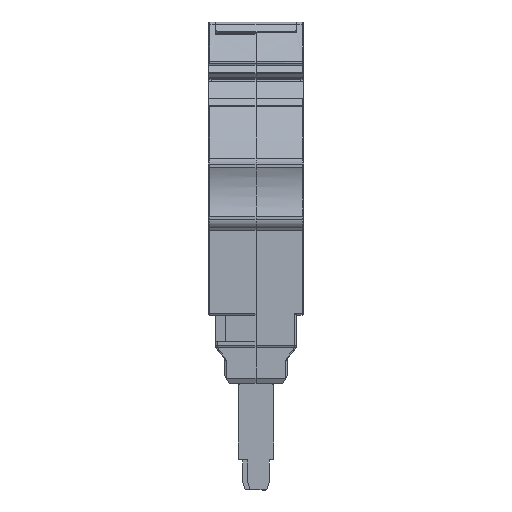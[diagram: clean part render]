
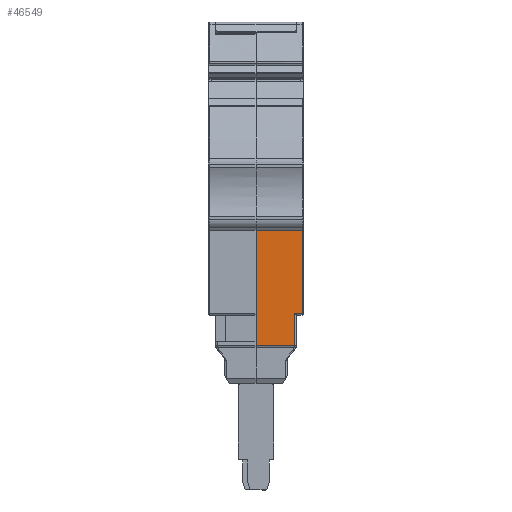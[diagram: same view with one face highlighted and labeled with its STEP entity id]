
A CAD part, front view. The second image highlights one B-rep face of the part: STEP entity #46549.
In plain terms, the highlighted planar face has unit normal (0, -1, 0).
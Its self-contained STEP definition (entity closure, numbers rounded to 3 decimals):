
#45853=AXIS2_PLACEMENT_3D('Plane Axis2P3D',#45850,#45851,#45852) ;
#43362=CARTESIAN_POINT('Line Origine',(14.45,4.95,33.661)) ;
#43366=CARTESIAN_POINT('Vertex',(14.45,4.95,29.411)) ;
#43368=CARTESIAN_POINT('Vertex',(14.45,4.95,24.061)) ;
#44059=CARTESIAN_POINT('Line Origine',(11.925,4.95,29.411)) ;
#44063=CARTESIAN_POINT('Vertex',(15.65,4.95,29.411)) ;
#45850=CARTESIAN_POINT('Axis2P3D Location',(15.9,4.95,43.561)) ;
#46502=CARTESIAN_POINT('Vertex',(15.65,4.95,43.261)) ;
#46509=CARTESIAN_POINT('Vertex',(7.95,4.95,43.261)) ;
#46512=CARTESIAN_POINT('Line Origine',(8.575,4.95,43.261)) ;
#46524=CARTESIAN_POINT('Line Origine',(11.2,4.95,24.061)) ;
#46528=CARTESIAN_POINT('Vertex',(7.95,4.95,24.061)) ;
#46531=CARTESIAN_POINT('Line Origine',(15.65,4.95,36.336)) ;
#46536=CARTESIAN_POINT('Line Origine',(7.95,4.95,33.661)) ;
#43363=DIRECTION('Vector Direction',(0.,0.,-1.)) ;
#44060=DIRECTION('Vector Direction',(-1.,0.,0.)) ;
#45851=DIRECTION('Axis2P3D Direction',(0.,1.,0.)) ;
#45852=DIRECTION('Axis2P3D XDirection',(0.,0.,-1.)) ;
#46513=DIRECTION('Vector Direction',(-1.,0.,0.)) ;
#46525=DIRECTION('Vector Direction',(-1.,0.,0.)) ;
#46532=DIRECTION('Vector Direction',(0.,0.,1.)) ;
#46537=DIRECTION('Vector Direction',(0.,0.,-1.)) ;
#43364=VECTOR('Line Direction',#43363,1.) ;
#44061=VECTOR('Line Direction',#44060,1.) ;
#46514=VECTOR('Line Direction',#46513,1.) ;
#46526=VECTOR('Line Direction',#46525,1.) ;
#46533=VECTOR('Line Direction',#46532,1.) ;
#46538=VECTOR('Line Direction',#46537,1.) ;
#46542=ORIENTED_EDGE('',*,*,#46530,.F.) ;
#46543=ORIENTED_EDGE('',*,*,#43370,.F.) ;
#46544=ORIENTED_EDGE('',*,*,#44065,.T.) ;
#46545=ORIENTED_EDGE('',*,*,#46535,.F.) ;
#46546=ORIENTED_EDGE('',*,*,#46516,.F.) ;
#46547=ORIENTED_EDGE('',*,*,#46540,.T.) ;
#46549=ADVANCED_FACE('67337_MLD_AAC_35_R.1\\Koerper.2',(#46548),#45854,.F.) ;
#43370=EDGE_CURVE('',#43367,#43369,#43365,.T.) ;
#44065=EDGE_CURVE('',#43367,#44064,#44062,.F.) ;
#46516=EDGE_CURVE('',#46510,#46503,#46515,.F.) ;
#46530=EDGE_CURVE('',#43369,#46529,#46527,.T.) ;
#46535=EDGE_CURVE('',#46503,#44064,#46534,.F.) ;
#46540=EDGE_CURVE('',#46510,#46529,#46539,.T.) ;
#46541=EDGE_LOOP('',(#46542,#46543,#46544,#46545,#46546,#46547)) ;
#46548=FACE_OUTER_BOUND('',#46541,.T.) ;
#43365=LINE('Line',#43362,#43364) ;
#44062=LINE('Line',#44059,#44061) ;
#46515=LINE('Line',#46512,#46514) ;
#46527=LINE('Line',#46524,#46526) ;
#46534=LINE('Line',#46531,#46533) ;
#46539=LINE('Line',#46536,#46538) ;
#45854=PLANE('',#45853) ;
#43367=VERTEX_POINT('',#43366) ;
#43369=VERTEX_POINT('',#43368) ;
#44064=VERTEX_POINT('',#44063) ;
#46503=VERTEX_POINT('',#46502) ;
#46510=VERTEX_POINT('',#46509) ;
#46529=VERTEX_POINT('',#46528) ;
